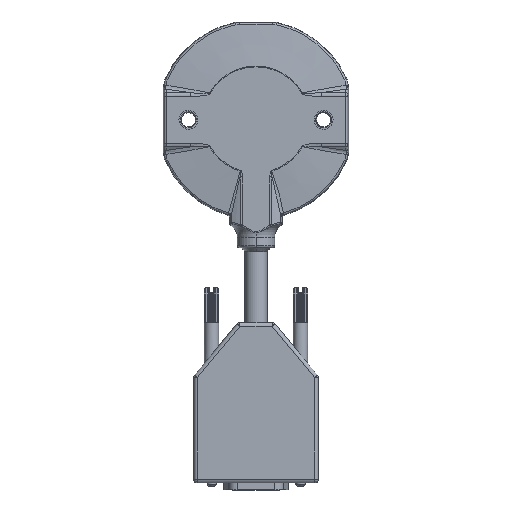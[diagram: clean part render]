
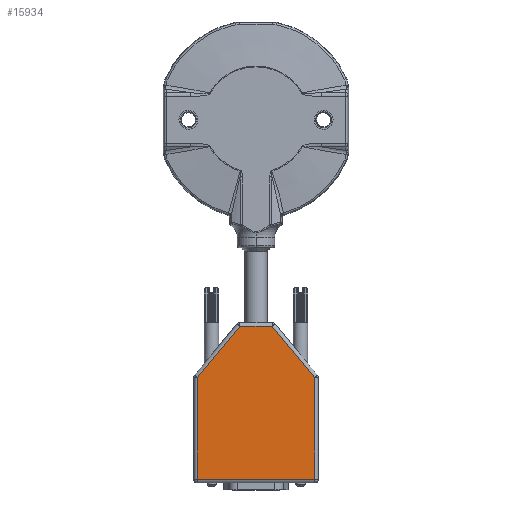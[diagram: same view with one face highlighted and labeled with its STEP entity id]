
A CAD part, top view. The second image highlights one B-rep face of the part: STEP entity #15934.
In plain terms, the highlighted face is planar.
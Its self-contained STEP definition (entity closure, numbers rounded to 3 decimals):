
#622 = ORIENTED_EDGE ( 'NONE', *, *, #15014, .T. ) ;
#1415 = LINE ( 'NONE', #3231, #7568 ) ;
#1558 = DIRECTION ( 'NONE',  ( 0., 0., -1. ) ) ;
#2326 = EDGE_CURVE ( 'NONE', #5238, #27942, #29380, .T. ) ;
#2930 = VERTEX_POINT ( 'NONE', #27761 ) ;
#3231 = CARTESIAN_POINT ( 'NONE',  ( 16.5, -2.86, -7.5 ) ) ;
#3845 = VERTEX_POINT ( 'NONE', #18007 ) ;
#3923 = DIRECTION ( 'NONE',  ( 1., 0., 0. ) ) ;
#4999 = EDGE_LOOP ( 'NONE', ( #27845, #14665, #16968, #15401, #622, #17148 ) ) ;
#5238 = VERTEX_POINT ( 'NONE', #29539 ) ;
#5316 = CARTESIAN_POINT ( 'NONE',  ( -4.232, 41.5, -7.5 ) ) ;
#5660 = EDGE_CURVE ( 'NONE', #23733, #3845, #13661, .T. ) ;
#5856 = DIRECTION ( 'NONE',  ( 0., -1., 0. ) ) ;
#7568 = VECTOR ( 'NONE', #5856, 1000. ) ;
#7926 = DIRECTION ( 'NONE',  ( 0.64, 0.768, 0. ) ) ;
#8176 = EDGE_CURVE ( 'NONE', #2930, #23733, #32808, .T. ) ;
#8937 = VECTOR ( 'NONE', #25680, 1000. ) ;
#10673 = AXIS2_PLACEMENT_3D ( 'NONE', #17167, #1558, #19896 ) ;
#10834 = CARTESIAN_POINT ( 'NONE',  ( -16.5, -1.86, -7.5 ) ) ;
#12820 = VECTOR ( 'NONE', #17645, 1000. ) ;
#13228 = CARTESIAN_POINT ( 'NONE',  ( -17.5, -1.86, -7.5 ) ) ;
#13661 = LINE ( 'NONE', #33343, #12820 ) ;
#14665 = ORIENTED_EDGE ( 'NONE', *, *, #5660, .T. ) ;
#15014 = EDGE_CURVE ( 'NONE', #27942, #28426, #29842, .T. ) ;
#15297 = CARTESIAN_POINT ( 'NONE',  ( -16.5, 27.14, -7.5 ) ) ;
#15401 = ORIENTED_EDGE ( 'NONE', *, *, #2326, .T. ) ;
#15465 = VECTOR ( 'NONE', #15904, 1000. ) ;
#15904 = DIRECTION ( 'NONE',  ( -1., 0., 0. ) ) ;
#15934 = ADVANCED_FACE ( 'NONE', ( #25335 ), #27695, .T. ) ;
#16968 = ORIENTED_EDGE ( 'NONE', *, *, #18198, .T. ) ;
#17001 = CARTESIAN_POINT ( 'NONE',  ( 5., 41.14, -7.5 ) ) ;
#17148 = ORIENTED_EDGE ( 'NONE', *, *, #18079, .T. ) ;
#17167 = CARTESIAN_POINT ( 'NONE',  ( 17.5, -2.86, -7.5 ) ) ;
#17645 = DIRECTION ( 'NONE',  ( 0.64, -0.768, 0. ) ) ;
#17844 = LINE ( 'NONE', #5316, #30973 ) ;
#18007 = CARTESIAN_POINT ( 'NONE',  ( 16.5, 26.778, -7.5 ) ) ;
#18079 = EDGE_CURVE ( 'NONE', #28426, #2930, #17844, .T. ) ;
#18198 = EDGE_CURVE ( 'NONE', #3845, #5238, #1415, .T. ) ;
#19896 = DIRECTION ( 'NONE',  ( -1., 0., 0. ) ) ;
#20301 = CARTESIAN_POINT ( 'NONE',  ( 4.532, 41.14, -7.5 ) ) ;
#23733 = VERTEX_POINT ( 'NONE', #20301 ) ;
#25335 = FACE_OUTER_BOUND ( 'NONE', #4999, .T. ) ;
#25680 = DIRECTION ( 'NONE',  ( 0., 1., 0. ) ) ;
#27695 = PLANE ( 'NONE',  #10673 ) ;
#27761 = CARTESIAN_POINT ( 'NONE',  ( -4.532, 41.14, -7.5 ) ) ;
#27845 = ORIENTED_EDGE ( 'NONE', *, *, #8176, .T. ) ;
#27942 = VERTEX_POINT ( 'NONE', #10834 ) ;
#28426 = VERTEX_POINT ( 'NONE', #29587 ) ;
#29380 = LINE ( 'NONE', #13228, #15465 ) ;
#29539 = CARTESIAN_POINT ( 'NONE',  ( 16.5, -1.86, -7.5 ) ) ;
#29587 = CARTESIAN_POINT ( 'NONE',  ( -16.5, 26.778, -7.5 ) ) ;
#29842 = LINE ( 'NONE', #15297, #8937 ) ;
#30973 = VECTOR ( 'NONE', #7926, 1000. ) ;
#32808 = LINE ( 'NONE', #17001, #33618 ) ;
#33343 = CARTESIAN_POINT ( 'NONE',  ( 16.732, 26.5, -7.5 ) ) ;
#33618 = VECTOR ( 'NONE', #3923, 1000. ) ;
